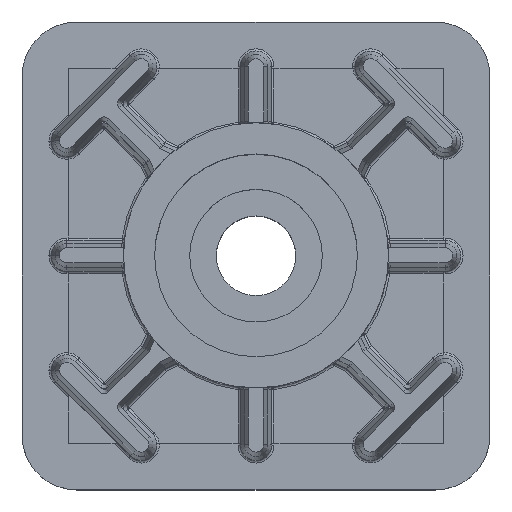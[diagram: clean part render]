
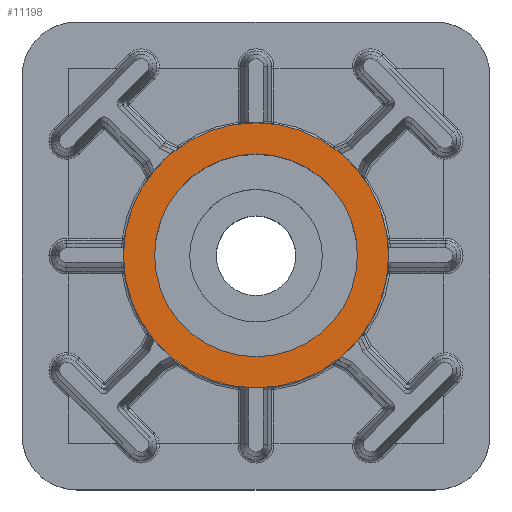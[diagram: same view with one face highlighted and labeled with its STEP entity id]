
A CAD part, top view. The second image highlights one B-rep face of the part: STEP entity #11198.
In plain terms, the highlighted planar face has unit normal (0, 0, 1).
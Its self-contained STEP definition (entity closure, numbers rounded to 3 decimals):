
#34 = CARTESIAN_POINT ( 'NONE',  ( 13., 0., 55. ) ) ;
#209 = DIRECTION ( 'NONE',  ( 0., 0., 1. ) ) ;
#241 = DIRECTION ( 'NONE',  ( 0., 0., 1. ) ) ;
#433 = DIRECTION ( 'NONE',  ( 0., 0., 1. ) ) ;
#640 = PLANE ( 'NONE',  #6367 ) ;
#858 = EDGE_CURVE ( 'NONE', #10220, #6794, #4611, .T. ) ;
#1068 = CARTESIAN_POINT ( 'NONE',  ( 0., 0., 55. ) ) ;
#1948 = CARTESIAN_POINT ( 'NONE',  ( 0., 0., 55. ) ) ;
#2353 = DIRECTION ( 'NONE',  ( 1., 0., 0. ) ) ;
#2740 = CARTESIAN_POINT ( 'NONE',  ( -17., 0., 55. ) ) ;
#3092 = CARTESIAN_POINT ( 'NONE',  ( 17., 0., 55. ) ) ;
#3101 = EDGE_CURVE ( 'NONE', #7421, #3262, #3372, .T. ) ;
#3262 = VERTEX_POINT ( 'NONE', #3092 ) ;
#3372 = CIRCLE ( 'NONE', #15301, 17. ) ;
#4036 = CIRCLE ( 'NONE', #7633, 13. ) ;
#4230 = EDGE_LOOP ( 'NONE', ( #11365, #13418 ) ) ;
#4611 = CIRCLE ( 'NONE', #6016, 13. ) ;
#4671 = CIRCLE ( 'NONE', #15467, 17. ) ;
#6016 = AXIS2_PLACEMENT_3D ( 'NONE', #7949, #433, #9197 ) ;
#6367 = AXIS2_PLACEMENT_3D ( 'NONE', #1948, #12925, #10587 ) ;
#6775 = ORIENTED_EDGE ( 'NONE', *, *, #10504, .F. ) ;
#6794 = VERTEX_POINT ( 'NONE', #34 ) ;
#7421 = VERTEX_POINT ( 'NONE', #2740 ) ;
#7633 = AXIS2_PLACEMENT_3D ( 'NONE', #7775, #241, #9037 ) ;
#7743 = CARTESIAN_POINT ( 'NONE',  ( 0., 0., 55. ) ) ;
#7775 = CARTESIAN_POINT ( 'NONE',  ( 0., 0., 55. ) ) ;
#7949 = CARTESIAN_POINT ( 'NONE',  ( 0., 0., 55. ) ) ;
#9008 = DIRECTION ( 'NONE',  ( 1., 0., 0. ) ) ;
#9037 = DIRECTION ( 'NONE',  ( 1., 0., 0. ) ) ;
#9060 = FACE_BOUND ( 'NONE', #9459, .T. ) ;
#9197 = DIRECTION ( 'NONE',  ( 1., 0., 0. ) ) ;
#9459 = EDGE_LOOP ( 'NONE', ( #13387, #6775 ) ) ;
#9766 = DIRECTION ( 'NONE',  ( 0., 0., 1. ) ) ;
#10220 = VERTEX_POINT ( 'NONE', #13148 ) ;
#10504 = EDGE_CURVE ( 'NONE', #6794, #10220, #4036, .T. ) ;
#10587 = DIRECTION ( 'NONE',  ( 1., 0., 0. ) ) ;
#11198 = ADVANCED_FACE ( 'NONE', ( #9060, #11873 ), #640, .T. ) ;
#11365 = ORIENTED_EDGE ( 'NONE', *, *, #3101, .T. ) ;
#11873 = FACE_OUTER_BOUND ( 'NONE', #4230, .T. ) ;
#12925 = DIRECTION ( 'NONE',  ( 0., 0., 1. ) ) ;
#13148 = CARTESIAN_POINT ( 'NONE',  ( -13., 0., 55. ) ) ;
#13387 = ORIENTED_EDGE ( 'NONE', *, *, #858, .F. ) ;
#13418 = ORIENTED_EDGE ( 'NONE', *, *, #15844, .T. ) ;
#15301 = AXIS2_PLACEMENT_3D ( 'NONE', #7743, #209, #9008 ) ;
#15467 = AXIS2_PLACEMENT_3D ( 'NONE', #1068, #9766, #2353 ) ;
#15844 = EDGE_CURVE ( 'NONE', #3262, #7421, #4671, .T. ) ;
